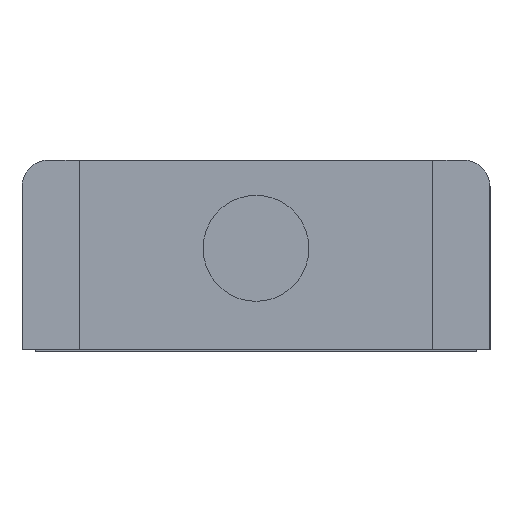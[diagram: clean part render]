
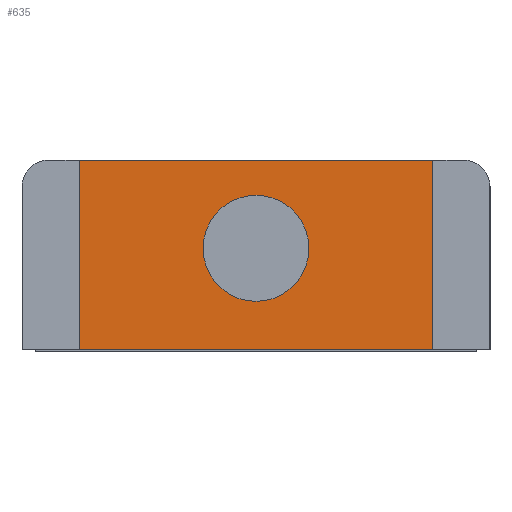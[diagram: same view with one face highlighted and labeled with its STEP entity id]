
A CAD part, left-side view. The second image highlights one B-rep face of the part: STEP entity #635.
In plain terms, the highlighted planar face has unit normal (-1, 0, 0).
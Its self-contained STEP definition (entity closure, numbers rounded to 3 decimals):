
#99=LINE($,#1009,#161);
#100=LINE($,#1011,#162);
#101=LINE($,#1013,#163);
#102=LINE($,#1014,#164);
#161=VECTOR($,#834,40.);
#162=VECTOR($,#835,21.5);
#163=VECTOR($,#836,40.);
#164=VECTOR($,#837,21.5);
#190=FACE_BOUND($,#223,.T.);
#191=FACE_BOUND($,#224,.T.);
#223=EDGE_LOOP($,(#483));
#224=EDGE_LOOP($,(#484,#485,#486,#487));
#252=CIRCLE($,#692,6.);
#293=VERTEX_POINT($,#1005);
#294=VERTEX_POINT($,#1007);
#295=VERTEX_POINT($,#1008);
#296=VERTEX_POINT($,#1010);
#297=VERTEX_POINT($,#1012);
#360=EDGE_CURVE($,#293,#293,#252,.T.);
#361=EDGE_CURVE($,#294,#295,#99,.T.);
#362=EDGE_CURVE($,#296,#294,#100,.T.);
#363=EDGE_CURVE($,#297,#296,#101,.T.);
#364=EDGE_CURVE($,#295,#297,#102,.T.);
#483=ORIENTED_EDGE($,*,*,#360,.T.);
#484=ORIENTED_EDGE($,*,*,#361,.F.);
#485=ORIENTED_EDGE($,*,*,#362,.F.);
#486=ORIENTED_EDGE($,*,*,#363,.F.);
#487=ORIENTED_EDGE($,*,*,#364,.F.);
#558=PLANE($,#691);
#635=ADVANCED_FACE($,(#190,#191),#558,.F.);
#691=AXIS2_PLACEMENT_3D($,#1004,#830,#831);
#692=AXIS2_PLACEMENT_3D($,#1006,#832,#833);
#830=DIRECTION('center_axis',(1.,0.,0.));
#831=DIRECTION('ref_axis',(0.,1.,0.));
#832=DIRECTION('center_axis',(1.,0.,0.));
#833=DIRECTION('ref_axis',(0.,1.,0.));
#834=DIRECTION($,(0.,1.,0.));
#835=DIRECTION($,(0.,0.,-1.));
#836=DIRECTION($,(0.,-1.,0.));
#837=DIRECTION($,(0.,0.,1.));
#1004=CARTESIAN_POINT('Origin',(-249.55,0.,10.99));
#1005=CARTESIAN_POINT('',(-249.55,-6.,11.74));
#1006=CARTESIAN_POINT('Origin',(-249.55,0.,11.74));
#1007=CARTESIAN_POINT('',(-249.55,-20.,0.24));
#1008=CARTESIAN_POINT('',(-249.55,20.,0.24));
#1009=CARTESIAN_POINT($,(-249.55,-20.,0.24));
#1010=CARTESIAN_POINT('',(-249.55,-20.,21.74));
#1011=CARTESIAN_POINT($,(-249.55,-20.,21.74));
#1012=CARTESIAN_POINT('',(-249.55,20.,21.74));
#1013=CARTESIAN_POINT($,(-249.55,20.,21.74));
#1014=CARTESIAN_POINT($,(-249.55,20.,0.24));
